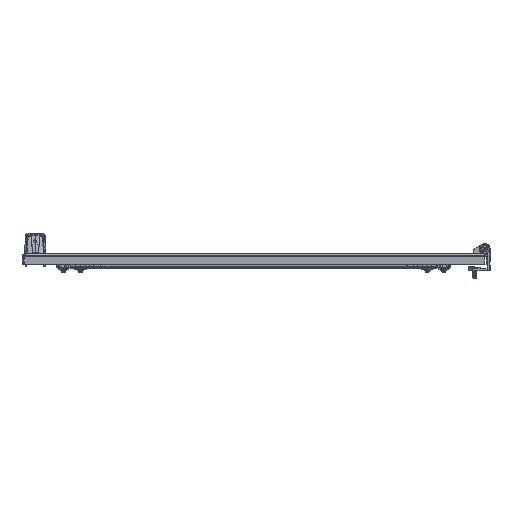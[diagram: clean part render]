
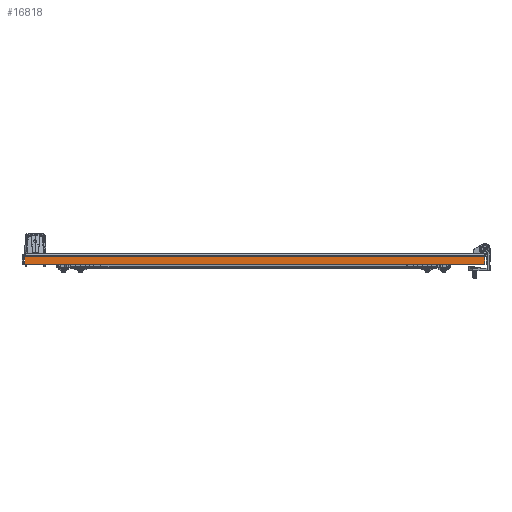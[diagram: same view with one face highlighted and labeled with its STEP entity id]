
A CAD part, front view. The second image highlights one B-rep face of the part: STEP entity #16818.
In plain terms, the highlighted planar face has unit normal (0, -1, 0).
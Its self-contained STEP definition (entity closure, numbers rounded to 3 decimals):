
#1852 = EDGE_CURVE ( 'NONE', #72914, #32273, #75691, .T. ) ;
#5328 = PLANE ( 'NONE',  #69570 ) ;
#10380 = DIRECTION ( 'NONE',  ( 1., 0., 0. ) ) ;
#12317 = EDGE_CURVE ( 'NONE', #25790, #72914, #85007, .T. ) ;
#12584 = DIRECTION ( 'NONE',  ( 0., 1., 0. ) ) ;
#15058 = CARTESIAN_POINT ( 'NONE',  ( -343., -995., -15.8 ) ) ;
#16818 = ADVANCED_FACE ( 'NONE', ( #32679 ), #5328, .F. ) ;
#19512 = LINE ( 'NONE', #72946, #48097 ) ;
#23004 = ORIENTED_EDGE ( 'NONE', *, *, #12317, .F. ) ;
#24005 = CARTESIAN_POINT ( 'NONE',  ( 343., -995., 0. ) ) ;
#25107 = ORIENTED_EDGE ( 'NONE', *, *, #58188, .F. ) ;
#25790 = VERTEX_POINT ( 'NONE', #74754 ) ;
#26805 = DIRECTION ( 'NONE',  ( 0., 0., 1. ) ) ;
#28229 = CARTESIAN_POINT ( 'NONE',  ( -343., -995., -4. ) ) ;
#32221 = DIRECTION ( 'NONE',  ( 0., 0., 1. ) ) ;
#32273 = VERTEX_POINT ( 'NONE', #28229 ) ;
#32679 = FACE_OUTER_BOUND ( 'NONE', #69230, .T. ) ;
#36090 = CARTESIAN_POINT ( 'NONE',  ( 345., -995., -15.8 ) ) ;
#40425 = EDGE_CURVE ( 'NONE', #25790, #41740, #45886, .T. ) ;
#41740 = VERTEX_POINT ( 'NONE', #43973 ) ;
#43822 = DIRECTION ( 'NONE',  ( -1., 0., 0. ) ) ;
#43973 = CARTESIAN_POINT ( 'NONE',  ( 343., -995., -4. ) ) ;
#45422 = VECTOR ( 'NONE', #26805, 1000. ) ;
#45886 = LINE ( 'NONE', #24005, #54788 ) ;
#48097 = VECTOR ( 'NONE', #10380, 1000. ) ;
#48505 = ORIENTED_EDGE ( 'NONE', *, *, #1852, .F. ) ;
#51841 = DIRECTION ( 'NONE',  ( 0., 0., 1. ) ) ;
#54788 = VECTOR ( 'NONE', #51841, 1000. ) ;
#58188 = EDGE_CURVE ( 'NONE', #32273, #41740, #19512, .T. ) ;
#69230 = EDGE_LOOP ( 'NONE', ( #77287, #25107, #48505, #23004 ) ) ;
#69570 = AXIS2_PLACEMENT_3D ( 'NONE', #87108, #12584, #32221 ) ;
#72914 = VERTEX_POINT ( 'NONE', #15058 ) ;
#72946 = CARTESIAN_POINT ( 'NONE',  ( 0., -995., -4. ) ) ;
#73402 = VECTOR ( 'NONE', #43822, 1000. ) ;
#74754 = CARTESIAN_POINT ( 'NONE',  ( 343., -995., -15.8 ) ) ;
#75691 = LINE ( 'NONE', #89438, #45422 ) ;
#77287 = ORIENTED_EDGE ( 'NONE', *, *, #40425, .T. ) ;
#85007 = LINE ( 'NONE', #36090, #73402 ) ;
#87108 = CARTESIAN_POINT ( 'NONE',  ( 0., -995., 0. ) ) ;
#89438 = CARTESIAN_POINT ( 'NONE',  ( -343., -995., 0. ) ) ;
